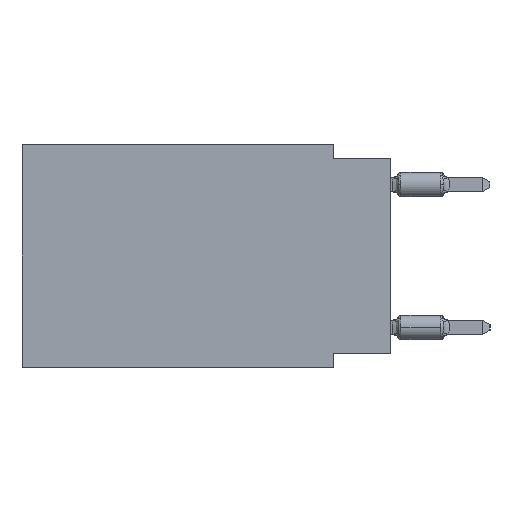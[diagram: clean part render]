
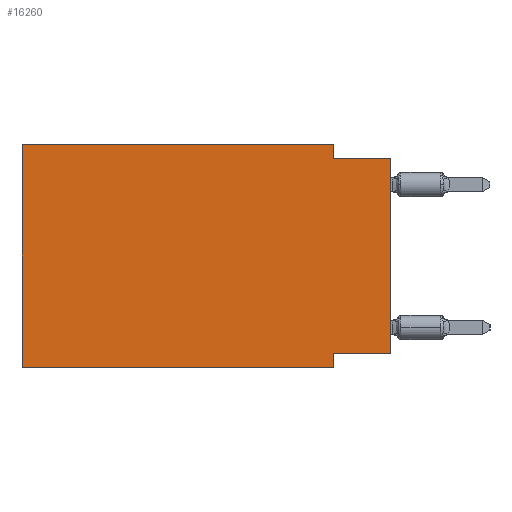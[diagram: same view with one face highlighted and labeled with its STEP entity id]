
A CAD part, left-side view. The second image highlights one B-rep face of the part: STEP entity #16260.
In plain terms, the highlighted planar face has unit normal (-1, 0, 0).
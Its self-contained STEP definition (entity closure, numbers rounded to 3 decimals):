
#426 = CARTESIAN_POINT ( 'NONE',  ( 0., 2.54, 0. ) ) ;
#912 = LINE ( 'NONE', #12700, #32722 ) ;
#2270 = CARTESIAN_POINT ( 'NONE',  ( 0., 16.383, 0. ) ) ;
#2396 = VECTOR ( 'NONE', #44837, 1000. ) ;
#2886 = EDGE_CURVE ( 'NONE', #48322, #33400, #14897, .T. ) ;
#3238 = ORIENTED_EDGE ( 'NONE', *, *, #35525, .F. ) ;
#3351 = CARTESIAN_POINT ( 'NONE',  ( 0., 2.54, -9.906 ) ) ;
#4055 = DIRECTION ( 'NONE',  ( 0., 0., 1. ) ) ;
#4288 = CARTESIAN_POINT ( 'NONE',  ( 0., 2.54, 0. ) ) ;
#6568 = VERTEX_POINT ( 'NONE', #426 ) ;
#6635 = FACE_OUTER_BOUND ( 'NONE', #40388, .T. ) ;
#7442 = DIRECTION ( 'NONE',  ( 0., 0., -1. ) ) ;
#7597 = CARTESIAN_POINT ( 'NONE',  ( 0., 0., -0.635 ) ) ;
#9107 = DIRECTION ( 'NONE',  ( 0., -1., 0. ) ) ;
#9109 = LINE ( 'NONE', #19697, #19271 ) ;
#10874 = CARTESIAN_POINT ( 'NONE',  ( 0., 0., -9.271 ) ) ;
#11358 = DIRECTION ( 'NONE',  ( 0., -1., 0. ) ) ;
#12700 = CARTESIAN_POINT ( 'NONE',  ( 0., 16.383, -9.906 ) ) ;
#13963 = VECTOR ( 'NONE', #46467, 1000. ) ;
#14897 = LINE ( 'NONE', #3351, #19245 ) ;
#15217 = LINE ( 'NONE', #10874, #42889 ) ;
#16260 = ADVANCED_FACE ( 'NONE', ( #6635 ), #37730, .F. ) ;
#17057 = CARTESIAN_POINT ( 'NONE',  ( 0., 0., -0.635 ) ) ;
#18383 = EDGE_CURVE ( 'NONE', #48340, #31913, #42349, .T. ) ;
#18997 = VECTOR ( 'NONE', #20185, 1000. ) ;
#19245 = VECTOR ( 'NONE', #7442, 1000. ) ;
#19271 = VECTOR ( 'NONE', #4055, 1000. ) ;
#19673 = LINE ( 'NONE', #4288, #18997 ) ;
#19697 = CARTESIAN_POINT ( 'NONE',  ( 0., 0., 0. ) ) ;
#20185 = DIRECTION ( 'NONE',  ( 0., 0., -1. ) ) ;
#20432 = ORIENTED_EDGE ( 'NONE', *, *, #35398, .T. ) ;
#21187 = ORIENTED_EDGE ( 'NONE', *, *, #18383, .F. ) ;
#25423 = ORIENTED_EDGE ( 'NONE', *, *, #44732, .F. ) ;
#26923 = CARTESIAN_POINT ( 'NONE',  ( 0., 2.54, -9.271 ) ) ;
#27670 = CARTESIAN_POINT ( 'NONE',  ( 0., 16.383, -9.906 ) ) ;
#30265 = DIRECTION ( 'NONE',  ( 1., 0., 0. ) ) ;
#31913 = VERTEX_POINT ( 'NONE', #32436 ) ;
#32038 = CARTESIAN_POINT ( 'NONE',  ( 0., 0., -9.271 ) ) ;
#32354 = CARTESIAN_POINT ( 'NONE',  ( 0., 2.54, -9.906 ) ) ;
#32436 = CARTESIAN_POINT ( 'NONE',  ( 0., 16.383, 0. ) ) ;
#32715 = CARTESIAN_POINT ( 'NONE',  ( 0., 2.54, -0.635 ) ) ;
#32722 = VECTOR ( 'NONE', #9107, 1000. ) ;
#33400 = VERTEX_POINT ( 'NONE', #32354 ) ;
#33440 = AXIS2_PLACEMENT_3D ( 'NONE', #2270, #30265, #41851 ) ;
#33770 = VERTEX_POINT ( 'NONE', #32038 ) ;
#35398 = EDGE_CURVE ( 'NONE', #48340, #33400, #912, .T. ) ;
#35525 = EDGE_CURVE ( 'NONE', #37639, #48788, #48449, .T. ) ;
#37639 = VERTEX_POINT ( 'NONE', #32715 ) ;
#37711 = CARTESIAN_POINT ( 'NONE',  ( 0., 16.383, 0. ) ) ;
#37730 = PLANE ( 'NONE',  #33440 ) ;
#38123 = DIRECTION ( 'NONE',  ( 0., 1., 0. ) ) ;
#40388 = EDGE_LOOP ( 'NONE', ( #49026, #3238, #44992, #46938, #21187, #20432, #47822, #25423 ) ) ;
#41193 = EDGE_CURVE ( 'NONE', #6568, #37639, #19673, .T. ) ;
#41851 = DIRECTION ( 'NONE',  ( 0., 0., -1. ) ) ;
#42121 = EDGE_CURVE ( 'NONE', #31913, #6568, #50213, .T. ) ;
#42349 = LINE ( 'NONE', #37711, #13963 ) ;
#42889 = VECTOR ( 'NONE', #38123, 1000. ) ;
#44732 = EDGE_CURVE ( 'NONE', #33770, #48322, #15217, .T. ) ;
#44837 = DIRECTION ( 'NONE',  ( 0., -1., 0. ) ) ;
#44992 = ORIENTED_EDGE ( 'NONE', *, *, #41193, .F. ) ;
#46467 = DIRECTION ( 'NONE',  ( 0., 0., 1. ) ) ;
#46597 = CARTESIAN_POINT ( 'NONE',  ( 0., 16.383, 0. ) ) ;
#46938 = ORIENTED_EDGE ( 'NONE', *, *, #42121, .F. ) ;
#46945 = EDGE_CURVE ( 'NONE', #33770, #48788, #9109, .T. ) ;
#47822 = ORIENTED_EDGE ( 'NONE', *, *, #2886, .F. ) ;
#48322 = VERTEX_POINT ( 'NONE', #26923 ) ;
#48340 = VERTEX_POINT ( 'NONE', #27670 ) ;
#48449 = LINE ( 'NONE', #17057, #2396 ) ;
#48788 = VERTEX_POINT ( 'NONE', #7597 ) ;
#49026 = ORIENTED_EDGE ( 'NONE', *, *, #46945, .T. ) ;
#50213 = LINE ( 'NONE', #46597, #50297 ) ;
#50297 = VECTOR ( 'NONE', #11358, 1000. ) ;
